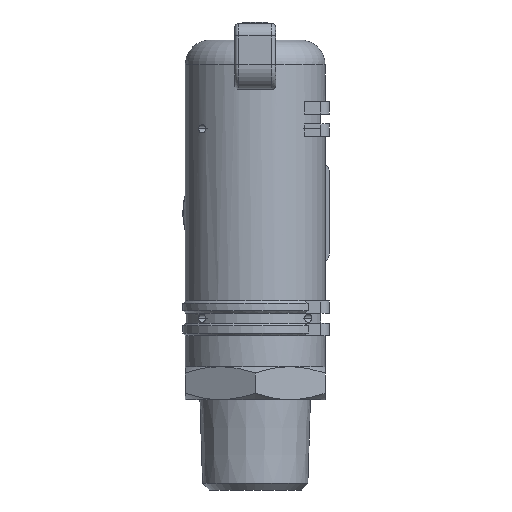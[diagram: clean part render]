
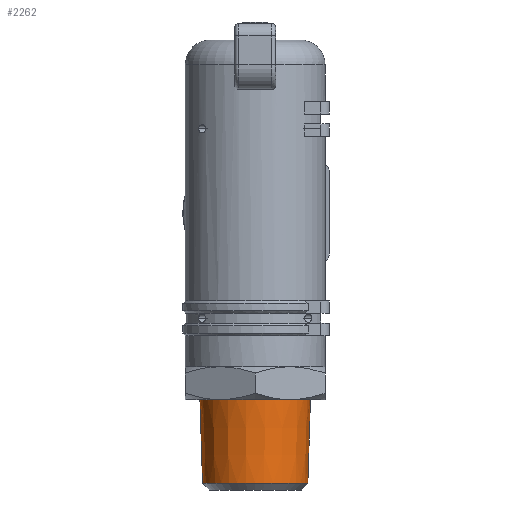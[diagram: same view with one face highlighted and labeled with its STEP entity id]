
A CAD part, front view. The second image highlights one B-rep face of the part: STEP entity #2262.
In plain terms, the highlighted conical face has half-angle 1.79 degrees and reference radius 6.552 mm.
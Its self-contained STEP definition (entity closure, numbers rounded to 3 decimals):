
#2152=CARTESIAN_POINT('',(6.305,-5.875,-27.675));
#2153=VERTEX_POINT('',#2152);
#2154=CARTESIAN_POINT('',(6.624,-5.875,-17.475));
#2155=VERTEX_POINT('',#2154);
#2156=CARTESIAN_POINT('',(6.305,-5.875,-27.675));
#2157=DIRECTION('',(0.031,0.,1.));
#2158=VECTOR('',#2157,10.205);
#2159=LINE('',#2156,#2158);
#2160=EDGE_CURVE('',#2153,#2155,#2159,.T.);
#2162=CARTESIAN_POINT('',(-6.505,-5.875,-27.675));
#2163=VERTEX_POINT('',#2162);
#2171=CARTESIAN_POINT('',(-6.824,-5.875,-17.475));
#2172=VERTEX_POINT('',#2171);
#2173=CARTESIAN_POINT('',(-6.505,-5.875,-27.675));
#2174=DIRECTION('',(-0.031,0.,1.));
#2175=VECTOR('',#2174,10.205);
#2176=LINE('',#2173,#2175);
#2177=EDGE_CURVE('',#2163,#2172,#2176,.T.);
#2217=CARTESIAN_POINT('',(-0.1,-5.875,-27.675));
#2218=DIRECTION('',(0.0,0.0,-1.0));
#2219=DIRECTION('',(-1.0,0.0,0.0));
#2220=AXIS2_PLACEMENT_3D('',#2217,#2218,#2219);
#2221=CIRCLE('',#2220,6.405);
#2222=EDGE_CURVE('',#2153,#2163,#2221,.T.);
#2245=CARTESIAN_POINT('',(-0.1,-5.875,-22.975));
#2246=DIRECTION('',(0.0,0.0,1.0));
#2247=DIRECTION('',(1.0,0.0,0.0));
#2248=AXIS2_PLACEMENT_3D('',#2245,#2246,#2247);
#2249=CONICAL_SURFACE('',#2248,6.552,1.79);
#2250=ORIENTED_EDGE('',*,*,#2160,.T.);
#2251=CARTESIAN_POINT('',(-0.1,-5.875,-17.475));
#2252=DIRECTION('',(0.0,0.0,1.0));
#2253=DIRECTION('',(1.0,0.0,0.0));
#2254=AXIS2_PLACEMENT_3D('',#2251,#2252,#2253);
#2255=CIRCLE('',#2254,6.724);
#2256=EDGE_CURVE('',#2172,#2155,#2255,.T.);
#2257=ORIENTED_EDGE('',*,*,#2256,.F.);
#2258=ORIENTED_EDGE('',*,*,#2177,.F.);
#2259=ORIENTED_EDGE('',*,*,#2222,.F.);
#2260=EDGE_LOOP('',(#2250,#2257,#2258,#2259));
#2261=FACE_OUTER_BOUND('',#2260,.T.);
#2262=ADVANCED_FACE('',(#2261),#2249,.T.);
